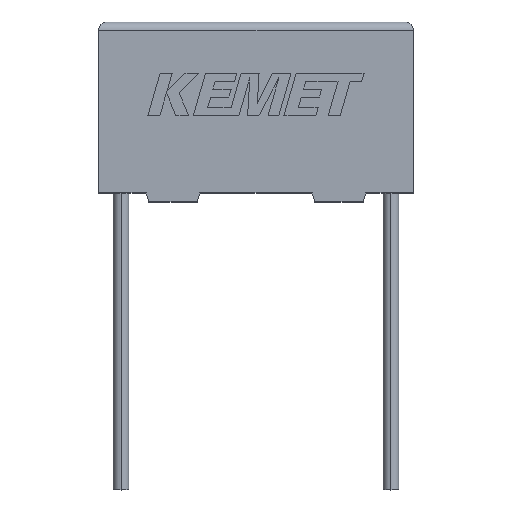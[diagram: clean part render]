
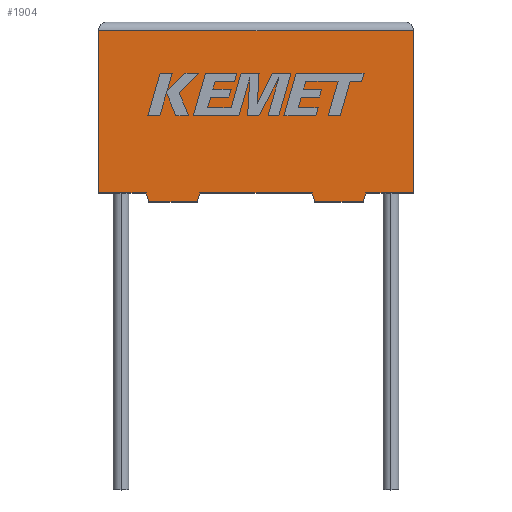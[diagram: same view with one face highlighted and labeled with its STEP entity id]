
A CAD part, top view. The second image highlights one B-rep face of the part: STEP entity #1904.
In plain terms, the highlighted planar face has unit normal (0, 0, 1).
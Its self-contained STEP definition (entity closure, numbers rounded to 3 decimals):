
#30 = VECTOR ( 'NONE', #1872, 1000. ) ;
#37 = PLANE ( 'NONE',  #2742 ) ;
#38 = DIRECTION ( 'NONE',  ( 1., 0., 0. ) ) ;
#52 = DIRECTION ( 'NONE',  ( -0.287, 0.958, 0. ) ) ;
#91 = DIRECTION ( 'NONE',  ( -0.287, -0.958, 0. ) ) ;
#93 = EDGE_CURVE ( 'NONE', #1866, #769, #186, .T. ) ;
#96 = EDGE_CURVE ( 'NONE', #443, #3194, #992, .T. ) ;
#168 = LINE ( 'NONE', #1186, #722 ) ;
#186 = LINE ( 'NONE', #740, #476 ) ;
#202 = CARTESIAN_POINT ( 'NONE',  ( 0., 0., 5. ) ) ;
#216 = DIRECTION ( 'NONE',  ( -1., 0., 0. ) ) ;
#230 = VECTOR ( 'NONE', #91, 1000. ) ;
#241 = LINE ( 'NONE', #1256, #2431 ) ;
#245 = DIRECTION ( 'NONE',  ( 0., 1., 0. ) ) ;
#319 = ORIENTED_EDGE ( 'NONE', *, *, #2894, .T. ) ;
#335 = LINE ( 'NONE', #2328, #230 ) ;
#371 = DIRECTION ( 'NONE',  ( -1., 0., 0. ) ) ;
#382 = VECTOR ( 'NONE', #245, 1000. ) ;
#386 = CARTESIAN_POINT ( 'NONE',  ( 0., 0., 5. ) ) ;
#410 = VERTEX_POINT ( 'NONE', #2944 ) ;
#443 = VERTEX_POINT ( 'NONE', #2705 ) ;
#451 = EDGE_LOOP ( 'NONE', ( #1951, #516, #1736, #968, #319, #3122, #2107, #1188, #2673, #2144, #1460, #1016 ) ) ;
#476 = VECTOR ( 'NONE', #216, 1000. ) ;
#516 = ORIENTED_EDGE ( 'NONE', *, *, #93, .T. ) ;
#526 = VERTEX_POINT ( 'NONE', #2990 ) ;
#548 = EDGE_CURVE ( 'NONE', #2290, #526, #1556, .T. ) ;
#596 = VECTOR ( 'NONE', #1961, 1000. ) ;
#606 = VERTEX_POINT ( 'NONE', #1762 ) ;
#640 = CARTESIAN_POINT ( 'NONE',  ( 5.478, -0.5, 5. ) ) ;
#664 = DIRECTION ( 'NONE',  ( -1., 0., 0. ) ) ;
#669 = VECTOR ( 'NONE', #1151, 1000. ) ;
#670 = CARTESIAN_POINT ( 'NONE',  ( 2.65, 0., 5. ) ) ;
#722 = VECTOR ( 'NONE', #371, 1000. ) ;
#740 = CARTESIAN_POINT ( 'NONE',  ( 0., 9., 5. ) ) ;
#764 = DIRECTION ( 'NONE',  ( 1., 0., 0. ) ) ;
#769 = VERTEX_POINT ( 'NONE', #2677 ) ;
#823 = VECTOR ( 'NONE', #964, 1000. ) ;
#844 = VERTEX_POINT ( 'NONE', #3230 ) ;
#916 = CARTESIAN_POINT ( 'NONE',  ( 5.478, -0.5, 5. ) ) ;
#955 = CARTESIAN_POINT ( 'NONE',  ( 17.5, 0., 5. ) ) ;
#964 = DIRECTION ( 'NONE',  ( 0., -1., 0. ) ) ;
#968 = ORIENTED_EDGE ( 'NONE', *, *, #96, .T. ) ;
#992 = LINE ( 'NONE', #202, #2613 ) ;
#1016 = ORIENTED_EDGE ( 'NONE', *, *, #1429, .T. ) ;
#1023 = CARTESIAN_POINT ( 'NONE',  ( 12.023, -0.5, 5. ) ) ;
#1028 = VECTOR ( 'NONE', #52, 1000. ) ;
#1144 = VECTOR ( 'NONE', #38, 1000. ) ;
#1151 = DIRECTION ( 'NONE',  ( 0.287, 0.958, 0. ) ) ;
#1165 = CARTESIAN_POINT ( 'NONE',  ( 2.8, -0.5, 5. ) ) ;
#1186 = CARTESIAN_POINT ( 'NONE',  ( 14.7, -0.5, 5. ) ) ;
#1188 = ORIENTED_EDGE ( 'NONE', *, *, #2059, .T. ) ;
#1204 = LINE ( 'NONE', #955, #382 ) ;
#1256 = CARTESIAN_POINT ( 'NONE',  ( 0., 0., 5. ) ) ;
#1298 = FACE_OUTER_BOUND ( 'NONE', #451, .T. ) ;
#1429 = EDGE_CURVE ( 'NONE', #2464, #606, #2188, .T. ) ;
#1460 = ORIENTED_EDGE ( 'NONE', *, *, #2119, .F. ) ;
#1521 = CARTESIAN_POINT ( 'NONE',  ( 12.023, -0.5, 5. ) ) ;
#1556 = LINE ( 'NONE', #1521, #1028 ) ;
#1665 = LINE ( 'NONE', #3161, #823 ) ;
#1736 = ORIENTED_EDGE ( 'NONE', *, *, #1958, .T. ) ;
#1740 = VERTEX_POINT ( 'NONE', #1165 ) ;
#1762 = CARTESIAN_POINT ( 'NONE',  ( 17.5, 0., 5. ) ) ;
#1782 = EDGE_CURVE ( 'NONE', #606, #1866, #1204, .T. ) ;
#1866 = VERTEX_POINT ( 'NONE', #2612 ) ;
#1872 = DIRECTION ( 'NONE',  ( 0.287, -0.958, 0. ) ) ;
#1904 = ADVANCED_FACE ( 'NONE', ( #1298 ), #37, .F. ) ;
#1911 = LINE ( 'NONE', #640, #669 ) ;
#1951 = ORIENTED_EDGE ( 'NONE', *, *, #1782, .T. ) ;
#1958 = EDGE_CURVE ( 'NONE', #769, #443, #1665, .T. ) ;
#1961 = DIRECTION ( 'NONE',  ( 1., 0., 0. ) ) ;
#2059 = EDGE_CURVE ( 'NONE', #844, #526, #241, .T. ) ;
#2070 = CARTESIAN_POINT ( 'NONE',  ( 2.8, -0.5, 5. ) ) ;
#2107 = ORIENTED_EDGE ( 'NONE', *, *, #2535, .T. ) ;
#2119 = EDGE_CURVE ( 'NONE', #2464, #410, #335, .T. ) ;
#2144 = ORIENTED_EDGE ( 'NONE', *, *, #2214, .F. ) ;
#2186 = DIRECTION ( 'NONE',  ( 1., 0., 0. ) ) ;
#2188 = LINE ( 'NONE', #2235, #596 ) ;
#2214 = EDGE_CURVE ( 'NONE', #410, #2290, #168, .T. ) ;
#2235 = CARTESIAN_POINT ( 'NONE',  ( 0., 0., 5. ) ) ;
#2290 = VERTEX_POINT ( 'NONE', #1023 ) ;
#2328 = CARTESIAN_POINT ( 'NONE',  ( 14.85, 0., 5. ) ) ;
#2353 = LINE ( 'NONE', #670, #30 ) ;
#2388 = DIRECTION ( 'NONE',  ( 0., 0., -1. ) ) ;
#2431 = VECTOR ( 'NONE', #764, 1000. ) ;
#2464 = VERTEX_POINT ( 'NONE', #2606 ) ;
#2531 = VERTEX_POINT ( 'NONE', #916 ) ;
#2535 = EDGE_CURVE ( 'NONE', #2531, #844, #1911, .T. ) ;
#2606 = CARTESIAN_POINT ( 'NONE',  ( 14.85, 0., 5. ) ) ;
#2612 = CARTESIAN_POINT ( 'NONE',  ( 17.5, 9., 5. ) ) ;
#2613 = VECTOR ( 'NONE', #2186, 1000. ) ;
#2673 = ORIENTED_EDGE ( 'NONE', *, *, #548, .F. ) ;
#2677 = CARTESIAN_POINT ( 'NONE',  ( 0., 9., 5. ) ) ;
#2705 = CARTESIAN_POINT ( 'NONE',  ( 0., 0., 5. ) ) ;
#2742 = AXIS2_PLACEMENT_3D ( 'NONE', #386, #2388, #664 ) ;
#2788 = LINE ( 'NONE', #2070, #1144 ) ;
#2830 = EDGE_CURVE ( 'NONE', #1740, #2531, #2788, .T. ) ;
#2894 = EDGE_CURVE ( 'NONE', #3194, #1740, #2353, .T. ) ;
#2944 = CARTESIAN_POINT ( 'NONE',  ( 14.7, -0.5, 5. ) ) ;
#2990 = CARTESIAN_POINT ( 'NONE',  ( 11.873, 0., 5. ) ) ;
#3110 = CARTESIAN_POINT ( 'NONE',  ( 2.65, 0., 5. ) ) ;
#3122 = ORIENTED_EDGE ( 'NONE', *, *, #2830, .T. ) ;
#3161 = CARTESIAN_POINT ( 'NONE',  ( 0., 0., 5. ) ) ;
#3194 = VERTEX_POINT ( 'NONE', #3110 ) ;
#3230 = CARTESIAN_POINT ( 'NONE',  ( 5.628, 0., 5. ) ) ;
